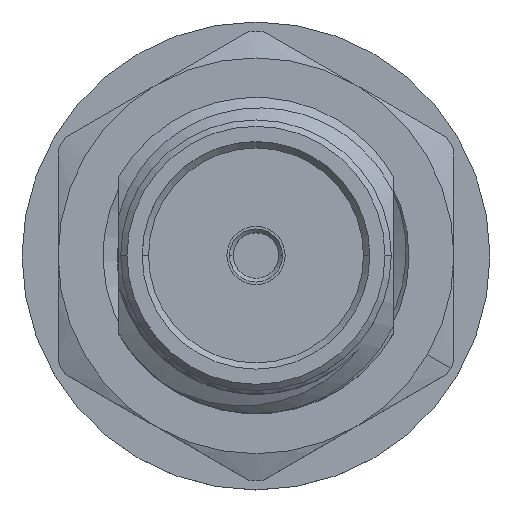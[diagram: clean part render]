
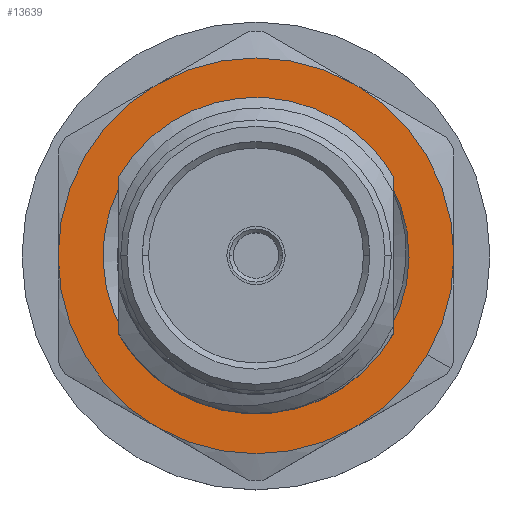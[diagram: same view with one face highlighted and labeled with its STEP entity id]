
A CAD part, top view. The second image highlights one B-rep face of the part: STEP entity #13639.
In plain terms, the highlighted planar face has unit normal (0, 0, 1).
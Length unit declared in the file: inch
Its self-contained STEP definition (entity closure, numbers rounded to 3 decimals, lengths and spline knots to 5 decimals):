
#34 = CARTESIAN_POINT ( 'NONE',  ( -0.07825, -0.13553, 0.2 ) ) ;
#139 = CARTESIAN_POINT ( 'NONE',  ( 0., 0., 0.2 ) ) ;
#207 = CARTESIAN_POINT ( 'NONE',  ( 0.03717, 0.11913, 0.2 ) ) ;
#538 = ORIENTED_EDGE ( 'NONE', *, *, #40026, .T. ) ;
#621 = DIRECTION ( 'NONE',  ( 0.866, -0.5, 0. ) ) ;
#984 = CIRCLE ( 'NONE', #12126, 0.1565 ) ;
#1333 = VERTEX_POINT ( 'NONE', #1643 ) ;
#1643 = CARTESIAN_POINT ( 'NONE',  ( -0.1565, 0., 0.2 ) ) ;
#1887 = CARTESIAN_POINT ( 'NONE',  ( -0.09762, 0.07383, 0.2 ) ) ;
#2198 = ORIENTED_EDGE ( 'NONE', *, *, #30693, .F. ) ;
#2322 = CARTESIAN_POINT ( 'NONE',  ( -0.10787, 0.05485, 0.2 ) ) ;
#2670 = DIRECTION ( 'NONE',  ( 0., 0., 1. ) ) ;
#3592 = AXIS2_PLACEMENT_3D ( 'NONE', #10348, #33837, #11206 ) ;
#5421 = EDGE_CURVE ( 'NONE', #6099, #9501, #13174, .T. ) ;
#5528 = ORIENTED_EDGE ( 'NONE', *, *, #28549, .T. ) ;
#5834 = DIRECTION ( 'NONE',  ( 0.866, -0.5, 0. ) ) ;
#5896 = DIRECTION ( 'NONE',  ( 0.866, -0.5, 0. ) ) ;
#5938 = DIRECTION ( 'NONE',  ( 0.866, -0.5, 0. ) ) ;
#6094 = EDGE_CURVE ( 'NONE', #21630, #34680, #8472, .T. ) ;
#6099 = VERTEX_POINT ( 'NONE', #24038 ) ;
#6691 = CARTESIAN_POINT ( 'NONE',  ( 0.13553, -0.07825, 0.2 ) ) ;
#7169 = EDGE_CURVE ( 'NONE', #40873, #42450, #23149, .T. ) ;
#8285 = DIRECTION ( 'NONE',  ( 0., 0., 1. ) ) ;
#8298 = ORIENTED_EDGE ( 'NONE', *, *, #26506, .T. ) ;
#8472 = CIRCLE ( 'NONE', #3592, 0.1565 ) ;
#8632 = CARTESIAN_POINT ( 'NONE',  ( -0.0766, 0.0985, 0.2 ) ) ;
#8853 = CARTESIAN_POINT ( 'NONE',  ( -0.10323, 0.06457, 0.2 ) ) ;
#9283 = CARTESIAN_POINT ( 'NONE',  ( 0., 0., 0.2 ) ) ;
#9501 = VERTEX_POINT ( 'NONE', #29668 ) ;
#10003 = AXIS2_PLACEMENT_3D ( 'NONE', #139, #27117, #37122 ) ;
#10133 = DIRECTION ( 'NONE',  ( 0.866, -0.5, 0. ) ) ;
#10348 = CARTESIAN_POINT ( 'NONE',  ( 0., 0., 0.2 ) ) ;
#10657 = FACE_OUTER_BOUND ( 'NONE', #26869, .T. ) ;
#10776 = DIRECTION ( 'NONE',  ( 0., 0., 1. ) ) ;
#10824 = CIRCLE ( 'NONE', #41385, 0.1565 ) ;
#10877 = DIRECTION ( 'NONE',  ( 0.866, -0.5, 0. ) ) ;
#11206 = DIRECTION ( 'NONE',  ( 0.866, -0.5, 0. ) ) ;
#12126 = AXIS2_PLACEMENT_3D ( 'NONE', #35696, #8285, #5896 ) ;
#12420 = VERTEX_POINT ( 'NONE', #42023 ) ;
#12652 = CARTESIAN_POINT ( 'NONE',  ( 0.02715, 0.12202, 0.2 ) ) ;
#13174 = B_SPLINE_CURVE_WITH_KNOTS ( 'NONE', 3,
 ( #2322, #38655, #8853, #1887, #15620, #25164, #8632, #28864 ),
 .UNSPECIFIED., .F., .F.,
 ( 4, 2, 2, 4 ),
 ( 0.00139, 0.0018, 0.00221, 0.00303 ),
 .UNSPECIFIED. ) ;
#13331 = EDGE_CURVE ( 'NONE', #19510, #40873, #25454, .T. ) ;
#13639 = ADVANCED_FACE ( 'NONE', ( #10657, #26971 ), #30228, .T. ) ;
#14887 = AXIS2_PLACEMENT_3D ( 'NONE', #41728, #31932, #5834 ) ;
#15104 = ORIENTED_EDGE ( 'NONE', *, *, #25945, .T. ) ;
#15305 = EDGE_CURVE ( 'NONE', #12420, #30992, #34003, .T. ) ;
#15620 = CARTESIAN_POINT ( 'NONE',  ( -0.09448, 0.07833, 0.2 ) ) ;
#16264 = CARTESIAN_POINT ( 'NONE',  ( 0., 0., 0.2 ) ) ;
#16552 = CARTESIAN_POINT ( 'NONE',  ( 0.07269, 0.09813, 0.2 ) ) ;
#16661 = ORIENTED_EDGE ( 'NONE', *, *, #17773, .T. ) ;
#16683 = DIRECTION ( 'NONE',  ( 0., 0., 1. ) ) ;
#16769 = CARTESIAN_POINT ( 'NONE',  ( 0.04661, 0.11505, 0.2 ) ) ;
#17177 = CARTESIAN_POINT ( 'NONE',  ( 0., 0., 0.2 ) ) ;
#17590 = AXIS2_PLACEMENT_3D ( 'NONE', #9283, #39929, #10133 ) ;
#17647 = CIRCLE ( 'NONE', #14887, 0.1565 ) ;
#17720 = ORIENTED_EDGE ( 'NONE', *, *, #6094, .T. ) ;
#17741 = DIRECTION ( 'NONE',  ( 0.866, -0.5, 0. ) ) ;
#17773 = EDGE_CURVE ( 'NONE', #30992, #1333, #36328, .T. ) ;
#18170 = CARTESIAN_POINT ( 'NONE',  ( -0.07825, 0.13553, 0.2 ) ) ;
#19217 = CARTESIAN_POINT ( 'NONE',  ( 0., 0., 0.2 ) ) ;
#19510 = VERTEX_POINT ( 'NONE', #20191 ) ;
#20191 = CARTESIAN_POINT ( 'NONE',  ( 0.02715, 0.12202, 0.2 ) ) ;
#21437 = DIRECTION ( 'NONE',  ( 0.866, -0.5, 0. ) ) ;
#21630 = VERTEX_POINT ( 'NONE', #39147 ) ;
#22657 = ORIENTED_EDGE ( 'NONE', *, *, #7169, .T. ) ;
#23149 = CIRCLE ( 'NONE', #26625, 0.12102 ) ;
#24037 = CARTESIAN_POINT ( 'NONE',  ( 0., 0., 0.2 ) ) ;
#24038 = CARTESIAN_POINT ( 'NONE',  ( -0.10787, 0.05485, 0.2 ) ) ;
#25164 = CARTESIAN_POINT ( 'NONE',  ( -0.08435, 0.09101, 0.2 ) ) ;
#25454 = B_SPLINE_CURVE_WITH_KNOTS ( 'NONE', 3,
 ( #12652, #207, #16769, #26332, #16552, #32852 ),
 .UNSPECIFIED., .F., .F.,
 ( 4, 2, 4 ),
 ( 0., 0.00078, 0.00157 ),
 .UNSPECIFIED. ) ;
#25945 = EDGE_CURVE ( 'NONE', #34680, #27506, #35715, .T. ) ;
#26150 = CIRCLE ( 'NONE', #37929, 0.125 ) ;
#26203 = CARTESIAN_POINT ( 'NONE',  ( 0.07995, 0.09085, 0.2 ) ) ;
#26332 = CARTESIAN_POINT ( 'NONE',  ( 0.06438, 0.10457, 0.2 ) ) ;
#26377 = EDGE_CURVE ( 'NONE', #29858, #21630, #17647, .T. ) ;
#26506 = EDGE_CURVE ( 'NONE', #42450, #6099, #40585, .T. ) ;
#26625 = AXIS2_PLACEMENT_3D ( 'NONE', #17177, #27161, #621 ) ;
#26869 = EDGE_LOOP ( 'NONE', ( #17720, #15104, #538, #34841, #16661, #5528, #42021 ) ) ;
#26971 = FACE_BOUND ( 'NONE', #33486, .T. ) ;
#27117 = DIRECTION ( 'NONE',  ( 0., 0., -1. ) ) ;
#27161 = DIRECTION ( 'NONE',  ( 0., 0., -1. ) ) ;
#27506 = VERTEX_POINT ( 'NONE', #42201 ) ;
#28549 = EDGE_CURVE ( 'NONE', #1333, #29858, #984, .T. ) ;
#28864 = CARTESIAN_POINT ( 'NONE',  ( -0.06783, 0.10499, 0.2 ) ) ;
#29668 = CARTESIAN_POINT ( 'NONE',  ( -0.06783, 0.10499, 0.2 ) ) ;
#29858 = VERTEX_POINT ( 'NONE', #34 ) ;
#30228 = PLANE ( 'NONE',  #33471 ) ;
#30693 = EDGE_CURVE ( 'NONE', #19510, #9501, #26150, .T. ) ;
#30876 = CARTESIAN_POINT ( 'NONE',  ( 0., 0., 0.2 ) ) ;
#30992 = VERTEX_POINT ( 'NONE', #18170 ) ;
#31864 = DIRECTION ( 'NONE',  ( 0., 0., 1. ) ) ;
#31932 = DIRECTION ( 'NONE',  ( 0., 0., 1. ) ) ;
#32852 = CARTESIAN_POINT ( 'NONE',  ( 0.07995, 0.09085, 0.2 ) ) ;
#33471 = AXIS2_PLACEMENT_3D ( 'NONE', #30876, #37615, #10877 ) ;
#33486 = EDGE_LOOP ( 'NONE', ( #2198, #38861, #22657, #8298, #38656 ) ) ;
#33837 = DIRECTION ( 'NONE',  ( 0., 0., 1. ) ) ;
#34003 = CIRCLE ( 'NONE', #36086, 0.1565 ) ;
#34680 = VERTEX_POINT ( 'NONE', #6691 ) ;
#34841 = ORIENTED_EDGE ( 'NONE', *, *, #15305, .T. ) ;
#35696 = CARTESIAN_POINT ( 'NONE',  ( 0., 0., 0.2 ) ) ;
#35715 = CIRCLE ( 'NONE', #37105, 0.1565 ) ;
#36086 = AXIS2_PLACEMENT_3D ( 'NONE', #16264, #16683, #39519 ) ;
#36204 = CARTESIAN_POINT ( 'NONE',  ( 0.1048, -0.06051, 0.2 ) ) ;
#36328 = CIRCLE ( 'NONE', #17590, 0.1565 ) ;
#37105 = AXIS2_PLACEMENT_3D ( 'NONE', #19217, #2670, #5938 ) ;
#37122 = DIRECTION ( 'NONE',  ( 0.866, -0.5, 0. ) ) ;
#37615 = DIRECTION ( 'NONE',  ( 0., 0., 1. ) ) ;
#37929 = AXIS2_PLACEMENT_3D ( 'NONE', #24037, #10776, #17741 ) ;
#38618 = CARTESIAN_POINT ( 'NONE',  ( 0., 0., 0.2 ) ) ;
#38655 = CARTESIAN_POINT ( 'NONE',  ( -0.10572, 0.05979, 0.2 ) ) ;
#38656 = ORIENTED_EDGE ( 'NONE', *, *, #5421, .T. ) ;
#38861 = ORIENTED_EDGE ( 'NONE', *, *, #13331, .T. ) ;
#39147 = CARTESIAN_POINT ( 'NONE',  ( 0.07825, -0.13553, 0.2 ) ) ;
#39519 = DIRECTION ( 'NONE',  ( 0.866, -0.5, 0. ) ) ;
#39929 = DIRECTION ( 'NONE',  ( 0., 0., 1. ) ) ;
#40026 = EDGE_CURVE ( 'NONE', #27506, #12420, #10824, .T. ) ;
#40585 = CIRCLE ( 'NONE', #10003, 0.12102 ) ;
#40873 = VERTEX_POINT ( 'NONE', #26203 ) ;
#41385 = AXIS2_PLACEMENT_3D ( 'NONE', #38618, #31864, #21437 ) ;
#41728 = CARTESIAN_POINT ( 'NONE',  ( 0., 0., 0.2 ) ) ;
#42021 = ORIENTED_EDGE ( 'NONE', *, *, #26377, .T. ) ;
#42023 = CARTESIAN_POINT ( 'NONE',  ( 0.07825, 0.13553, 0.2 ) ) ;
#42201 = CARTESIAN_POINT ( 'NONE',  ( 0.1565, 0., 0.2 ) ) ;
#42450 = VERTEX_POINT ( 'NONE', #36204 ) ;
